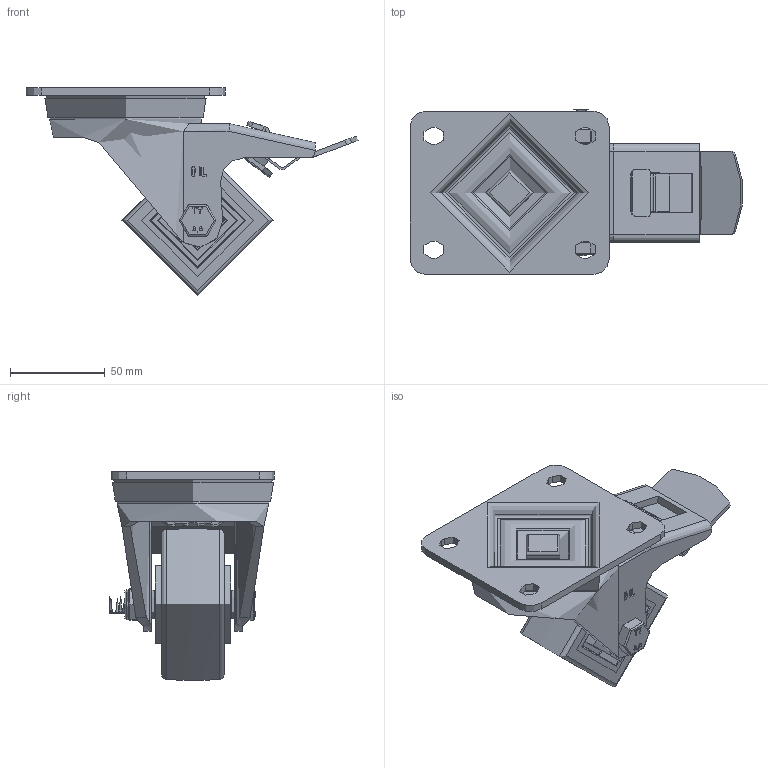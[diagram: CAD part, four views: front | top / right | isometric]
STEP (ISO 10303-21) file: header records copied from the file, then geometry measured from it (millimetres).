
FILE_DESCRIPTION(/* description */ (''),/* implementation_level */ '2;1');
FILE_NAME(/* name */ 'BZH80NPBJSWB.step',/* time_stamp */ '2025-06-02T12:47:22+01:00',/* author */ (''),/* organization */ (''),/* preprocessor_version */ 'ST-DEVELOPER v20.1',/* originating_system */ 'Autodesk Translation Framework v14.10.0.0',/* authorisation */ '');
FILE_SCHEMA (('AUTOMOTIVE_DESIGN { 1 0 10303 214 3 1 1 }'));
Length unit declared in the file: millimetre
Products named in the file (34): BZH80NPBJSWB; BZH80ASSWB - 44 v1; ZINC PLATED, PRESSED STEEL TOP PLATE; ZINC PLATED, PRESSED STEEL FORKS; BEARING SEAL; BRAKE PAD; BRAKE PAD Geometry; BRAKE BOLT; ZINC PLATED, PRESSED STEEL BRAKE PEDAL; BZMM80WNPBJM12 v1; BZMM80WNPBJ; POLYURETHANE TYRE; NYLON RIM; BEARING6201; BEARING62012; Pattern; BEARING6201 (1); BEARING62012 (1); Pattern (1); Component2; OUTTER; INNER; MIDDLE; RUBBER; TH12X2X10 v1; ZINC PLATED HEADED SPACER; TH12X2X10 v1 (1); ZINC PLATED HEADED SPACER (1); NYLOCM10Z v1; NYLOC NUT; RUBBER (1); NUT; HEXBOLTM10X70Z8.8 v2; GRADE 8.8 THREADED ZINC PLATED BOLT
Assembly tree (52 placements, depth 6):
  BZH80NPBJSWB
    BZH80ASSWB - 44 v1
      ZINC PLATED, PRESSED STEEL TOP PLATE
      ZINC PLATED, PRESSED STEEL FORKS
      BEARING SEAL
      BRAKE PAD
        BRAKE PAD Geometry
        BRAKE BOLT
      ZINC PLATED, PRESSED STEEL BRAKE PEDAL
    BZMM80WNPBJM12 v1
      BZMM80WNPBJ
        POLYURETHANE TYRE
        NYLON RIM
      BEARING6201
        BEARING62012
          OUTTER
          INNER
          Pattern
            Component2  x7
          MIDDLE
          RUBBER  x2
      BEARING6201 (1)
        BEARING62012 (1)
          Pattern (1)
            Component2  x7
          OUTTER
          INNER
          MIDDLE
          RUBBER  x2
    TH12X2X10 v1
      ZINC PLATED HEADED SPACER
    TH12X2X10 v1 (1)
      ZINC PLATED HEADED SPACER (1)
    NYLOCM10Z v1
      NYLOC NUT
        RUBBER (1)
        NUT
    HEXBOLTM10X70Z8.8 v2
      GRADE 8.8 THREADED ZINC PLATED BOLT
Bounding box: 175.06 x 87 x 109.96 mm (x, y, z)
Volume: 297995.9 mm3; surface area: 142502.8 mm2
Topology: 37 solids, 37 shells, 1218 faces, 3172 edges, 2071 vertices
Faces by surface type: plane 522, bspline 339, cylinder 226, sphere 68, torus 48, cone 15
Full cylindrical faces by diameter (mm): 8 x2, 8.141 x18, 9.85 x19, 10 x3, 10.2 x4, 11.9 x2, 12 x4, 15 x2, 16 x3, 17 x2, 18.45 x8, 18.645 x4, 19.645 x4, 20 x1, 20.597 x2, 25 x2, 26.145 x4, 26.944 x2, 27.145 x4, 27.34 x8, 29 x2, 31 x1, 32 x5, 41 x2, 50 x2, 59 x3, 72 x1, 80 x1
Entity records: 32909 total; most frequent: CARTESIAN_POINT 13304, ORIENTED_EDGE 4038, DIRECTION 3671, EDGE_CURVE 2019, VERTEX_POINT 1309, AXIS2_PLACEMENT_3D 1305, LINE 1061, VECTOR 1061
